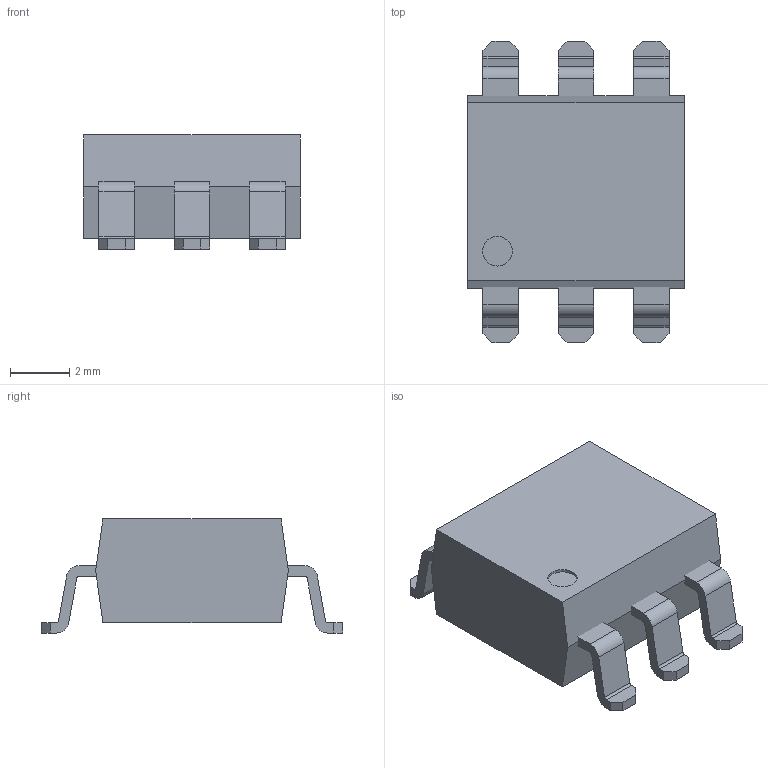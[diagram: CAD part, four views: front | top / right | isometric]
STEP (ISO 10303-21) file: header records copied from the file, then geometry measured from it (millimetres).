
FILE_DESCRIPTION (( 'STEP AP214' ), '1' );
FILE_NAME ('DIP8SMD.STEP', '2015-12-09T18:05:39', ( '' ), ( '' ), 'SwSTEP 2.0', 'SolidWorks 2014', '' );
FILE_SCHEMA (( 'AUTOMOTIVE_DESIGN' ));
Length unit declared in the file: millimetre
Products named in the file (1): DIP8SMD
Bounding box: 7.3 x 10.16 x 3.85 mm (x, y, z)
Volume: 168 mm3; surface area: 246.7 mm2
Topology: 4 solids, 4 shells, 104 faces, 285 edges, 190 vertices
Faces by surface type: plane 78, cylinder 26
Entity records: 3342 total; most frequent: CARTESIAN_POINT 580, ORIENTED_EDGE 570, DIRECTION 547, EDGE_CURVE 285, LINE 233, VECTOR 233, VERTEX_POINT 190, AXIS2_PLACEMENT_3D 157
